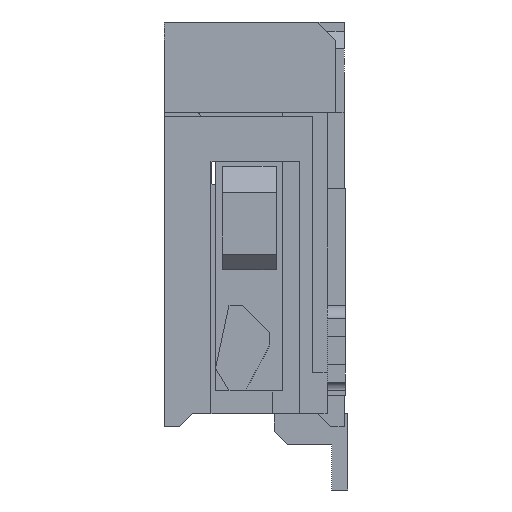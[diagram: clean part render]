
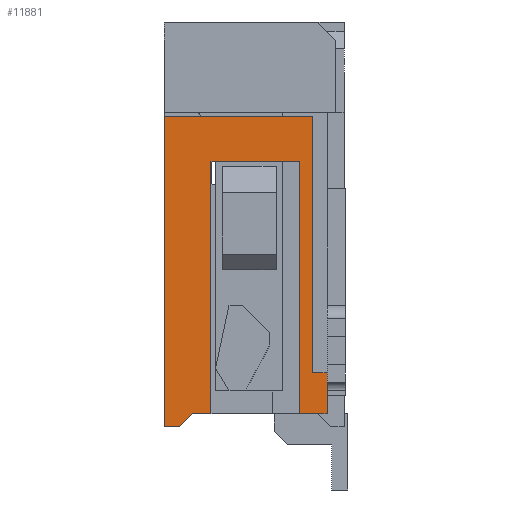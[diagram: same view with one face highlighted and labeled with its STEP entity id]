
A CAD part, left-side view. The second image highlights one B-rep face of the part: STEP entity #11881.
In plain terms, the highlighted planar face has unit normal (-1, 0, 0).
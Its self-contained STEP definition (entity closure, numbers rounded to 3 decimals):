
#13=DIRECTION('',(0.,-1.,0.));
#14=VECTOR('',#13,0.17);
#15=CARTESIAN_POINT('',(-8.8,2.,0.));
#16=LINE('',#15,#14);
#449=DIRECTION('',(0.,1.,0.));
#450=VECTOR('',#449,0.16);
#451=CARTESIAN_POINT('',(-8.8,0.19,0.6));
#452=LINE('',#451,#450);
#453=DIRECTION('',(0.,0.,1.));
#454=VECTOR('',#453,0.1);
#455=CARTESIAN_POINT('',(-8.8,0.19,0.5));
#456=LINE('',#455,#454);
#457=DIRECTION('',(0.,0.,-1.));
#458=VECTOR('',#457,0.35);
#459=CARTESIAN_POINT('',(-8.8,0.19,0.5));
#460=LINE('',#459,#458);
#461=DIRECTION('',(0.,0.,-1.));
#462=VECTOR('',#461,2.8);
#463=CARTESIAN_POINT('',(-8.8,0.5,2.95));
#464=LINE('',#463,#462);
#465=DIRECTION('',(0.,0.,1.));
#466=VECTOR('',#465,2.8);
#467=CARTESIAN_POINT('',(-8.8,1.48,0.15));
#468=LINE('',#467,#466);
#469=DIRECTION('',(0.,1.,0.));
#470=VECTOR('',#469,0.2);
#471=CARTESIAN_POINT('',(-8.8,1.48,0.15));
#472=LINE('',#471,#470);
#473=DIRECTION('',(0.,-0.707,0.707));
#474=VECTOR('',#473,0.212);
#475=CARTESIAN_POINT('',(-8.8,1.83,0.));
#476=LINE('',#475,#474);
#477=DIRECTION('',(0.,0.,1.));
#478=VECTOR('',#477,3.45);
#479=CARTESIAN_POINT('',(-8.8,2.,0.));
#480=LINE('',#479,#478);
#481=DIRECTION('',(0.,-1.,0.));
#482=VECTOR('',#481,1.65);
#483=CARTESIAN_POINT('',(-8.8,2.,3.45));
#484=LINE('',#483,#482);
#485=DIRECTION('',(0.,0.,-1.));
#486=VECTOR('',#485,2.85);
#487=CARTESIAN_POINT('',(-8.8,0.35,3.45));
#488=LINE('',#487,#486);
#3350=DIRECTION('',(0.,-1.,0.));
#3351=VECTOR('',#3350,0.31);
#3352=CARTESIAN_POINT('',(-8.8,0.5,0.15));
#3353=LINE('',#3352,#3351);
#8315=DIRECTION('',(0.,-1.,0.));
#8316=VECTOR('',#8315,0.98);
#8317=CARTESIAN_POINT('',(-8.8,1.48,2.95));
#8318=LINE('',#8317,#8316);
#8600=CARTESIAN_POINT('',(-8.8,2.,0.));
#8602=VERTEX_POINT('',#8600);
#8701=CARTESIAN_POINT('',(-8.8,1.83,0.));
#8703=VERTEX_POINT('',#8701);
#8707=CARTESIAN_POINT('',(-8.8,1.68,0.15));
#8708=VERTEX_POINT('',#8707);
#8711=CARTESIAN_POINT('',(-8.8,1.48,0.15));
#8712=VERTEX_POINT('',#8711);
#10502=CARTESIAN_POINT('',(-8.8,2.,3.45));
#10504=VERTEX_POINT('',#10502);
#10505=CARTESIAN_POINT('',(-8.8,0.35,3.45));
#10506=VERTEX_POINT('',#10505);
#10597=CARTESIAN_POINT('',(-8.8,0.35,0.6));
#10598=VERTEX_POINT('',#10597);
#10617=CARTESIAN_POINT('',(-8.8,1.48,2.95));
#10618=VERTEX_POINT('',#10617);
#10631=CARTESIAN_POINT('',(-8.8,0.5,2.95));
#10632=CARTESIAN_POINT('',(-8.8,0.5,0.15));
#10633=VERTEX_POINT('',#10631);
#10634=VERTEX_POINT('',#10632);
#10660=CARTESIAN_POINT('',(-8.8,0.19,0.15));
#10662=VERTEX_POINT('',#10660);
#10979=CARTESIAN_POINT('',(-8.8,0.19,0.6));
#10980=VERTEX_POINT('',#10979);
#10985=CARTESIAN_POINT('',(-8.8,0.19,0.5));
#10986=VERTEX_POINT('',#10985);
#11850=CARTESIAN_POINT('',(-8.8,2.,0.));
#11851=DIRECTION('',(-1.,0.,0.));
#11852=DIRECTION('',(0.,-1.,0.));
#11853=AXIS2_PLACEMENT_3D('',#11850,#11851,#11852);
#11854=PLANE('',#11853);
#11856=ORIENTED_EDGE('',*,*,#11855,.F.);
#11858=ORIENTED_EDGE('',*,*,#11857,.F.);
#11860=ORIENTED_EDGE('',*,*,#11859,.T.);
#11862=ORIENTED_EDGE('',*,*,#11861,.F.);
#11864=ORIENTED_EDGE('',*,*,#11863,.F.);
#11866=ORIENTED_EDGE('',*,*,#11865,.F.);
#11868=ORIENTED_EDGE('',*,*,#11867,.F.);
#11870=ORIENTED_EDGE('',*,*,#11869,.T.);
#11871=ORIENTED_EDGE('',*,*,#11841,.F.);
#11872=ORIENTED_EDGE('',*,*,#11398,.F.);
#11874=ORIENTED_EDGE('',*,*,#11873,.T.);
#11876=ORIENTED_EDGE('',*,*,#11875,.T.);
#11878=ORIENTED_EDGE('',*,*,#11877,.T.);
#11879=EDGE_LOOP('',(#11856,#11858,#11860,#11862,#11864,#11866,#11868,#11870,
#11871,#11872,#11874,#11876,#11878));
#11880=FACE_OUTER_BOUND('',#11879,.F.);
#11881=ADVANCED_FACE('',(#11880),#11854,.T.);
#11398=EDGE_CURVE('',#8602,#8703,#16,.T.);
#11841=EDGE_CURVE('',#8703,#8708,#476,.T.);
#11855=EDGE_CURVE('',#10980,#10598,#452,.T.);
#11857=EDGE_CURVE('',#10986,#10980,#456,.T.);
#11859=EDGE_CURVE('',#10986,#10662,#460,.T.);
#11861=EDGE_CURVE('',#10634,#10662,#3353,.T.);
#11863=EDGE_CURVE('',#10633,#10634,#464,.T.);
#11865=EDGE_CURVE('',#10618,#10633,#8318,.T.);
#11867=EDGE_CURVE('',#8712,#10618,#468,.T.);
#11869=EDGE_CURVE('',#8712,#8708,#472,.T.);
#11873=EDGE_CURVE('',#8602,#10504,#480,.T.);
#11875=EDGE_CURVE('',#10504,#10506,#484,.T.);
#11877=EDGE_CURVE('',#10506,#10598,#488,.T.);
